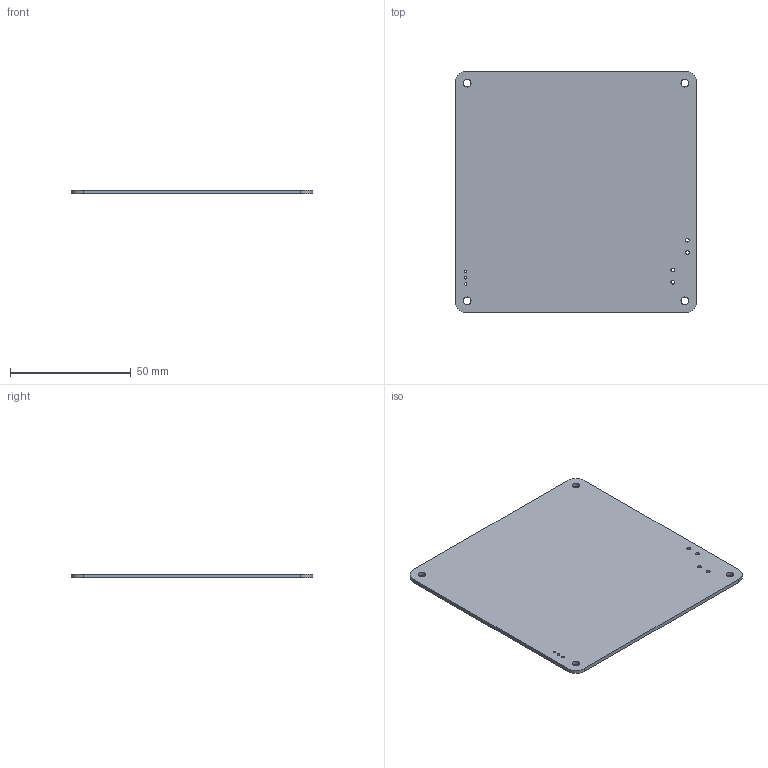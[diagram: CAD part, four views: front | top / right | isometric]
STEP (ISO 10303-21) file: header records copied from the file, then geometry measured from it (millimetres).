
FILE_DESCRIPTION(('KiCad electronic assembly'),'2;1');
FILE_NAME('HighCRI-Backlight.STEP','2022-04-03T21:00:24',('Pcbnew'),( 'Kicad'),'Open CASCADE STEP processor 7.6','KiCad to STEP converter' ,'Unknown');
FILE_SCHEMA(('AUTOMOTIVE_DESIGN { 1 0 10303 214 1 1 1 1 }'));
Length unit declared in the file: millimetre
Products named in the file (2): HighCRI-Backlight 1; HighCRI-Backlight PCB
Assembly tree (1 placements, depth 2):
  HighCRI-Backlight 1
    HighCRI-Backlight PCB
Bounding box: 100 x 100 x 1.6 mm (x, y, z)
Volume: 15898.8 mm3; surface area: 20609.8 mm2
Topology: 1 solids, 1 shells, 21 faces, 57 edges, 38 vertices
Faces by surface type: cylinder 15, plane 6
Full cylindrical faces by diameter (mm): 1 x3, 1.52 x4, 3.2 x4
Entity records: 1603 total; most frequent: CARTESIAN_POINT 412, DIRECTION 217, ORIENTED_EDGE 114, PCURVE 114, DEFINITIONAL_REPRESENTATION 114, LINE 111, VECTOR 111, EDGE_CURVE 57
